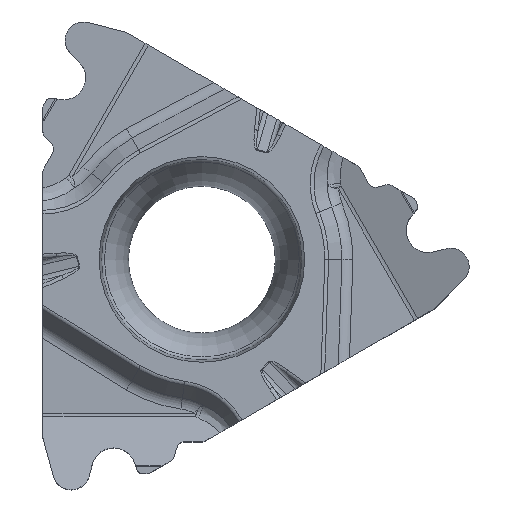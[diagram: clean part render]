
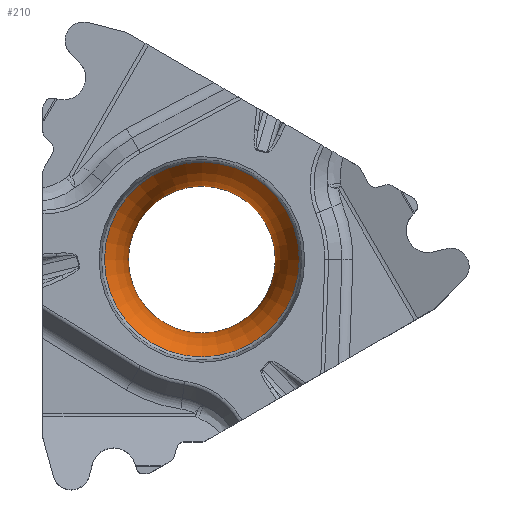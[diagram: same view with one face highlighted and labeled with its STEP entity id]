
A CAD part, top view. The second image highlights one B-rep face of the part: STEP entity #210.
In plain terms, the highlighted toroidal (fillet/blend) face has major radius 6.2 mm and minor radius 4 mm.
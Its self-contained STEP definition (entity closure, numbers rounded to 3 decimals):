
#60=TOROIDAL_SURFACE('',#3005,6.2,4.);
#141=FACE_BOUND('',#566,.T.);
#142=FACE_BOUND('',#567,.T.);
#210=ADVANCED_FACE('',(#141,#142),#60,.T.);
#566=EDGE_LOOP('',(#1129));
#567=EDGE_LOOP('',(#1130));
#712=CIRCLE('',#2860,2.2);
#756=CIRCLE('',#3003,2.921);
#1129=ORIENTED_EDGE('',*,*,#1937,.T.);
#1130=ORIENTED_EDGE('',*,*,#2168,.F.);
#1668=VERTEX_POINT('',#4636);
#1839=VERTEX_POINT('',#5174);
#1937=EDGE_CURVE('',#1668,#1668,#712,.T.);
#2168=EDGE_CURVE('',#1839,#1839,#756,.T.);
#2860=AXIS2_PLACEMENT_3D('',#4635,#3170,#3171);
#3003=AXIS2_PLACEMENT_3D('',#5173,#3596,#3597);
#3005=AXIS2_PLACEMENT_3D('',#5176,#3600,#3601);
#3170=DIRECTION('',(0.,0.,-1.));
#3171=DIRECTION('',(-0.5,-0.866,0.));
#3596=DIRECTION('',(0.,0.,-1.));
#3597=DIRECTION('',(-0.5,-0.866,0.));
#3600=DIRECTION('',(0.,0.,1.));
#3601=DIRECTION('',(-0.5,-0.866,0.));
#4635=CARTESIAN_POINT('',(0.,0.,-3.5));
#4636=CARTESIAN_POINT('',(-1.1,-1.905,-3.5));
#5173=CARTESIAN_POINT('',(0.,0.,-1.209));
#5174=CARTESIAN_POINT('',(-1.461,-2.53,-1.209));
#5176=CARTESIAN_POINT('',(0.,0.,-3.5));
